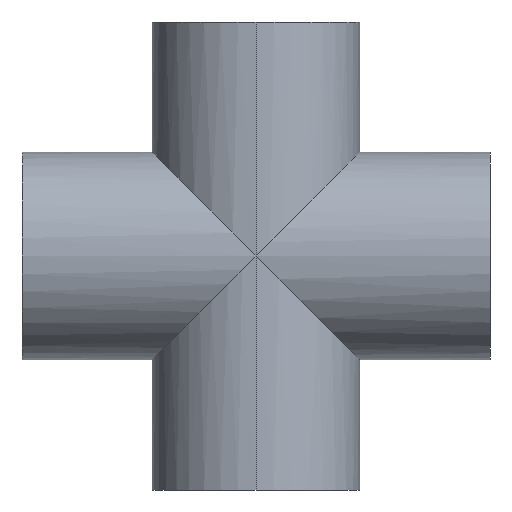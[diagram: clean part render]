
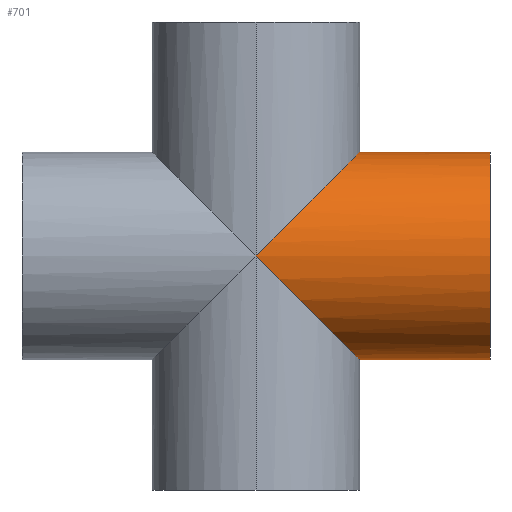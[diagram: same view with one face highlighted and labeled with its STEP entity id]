
A CAD part, left-side view. The second image highlights one B-rep face of the part: STEP entity #701.
In plain terms, the highlighted cylindrical face has radius 15.5 mm (diameter 31 mm), a partial arc.
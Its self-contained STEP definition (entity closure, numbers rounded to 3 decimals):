
#31 = EDGE_CURVE ( 'NONE', #1076, #671, #200, .T. ) ;
#75 = CARTESIAN_POINT ( 'NONE',  ( -9.08, -15.5, -15.5 ) ) ;
#82 = CARTESIAN_POINT ( 'NONE',  ( 0., -15.5, 15.5 ) ) ;
#134 = CARTESIAN_POINT ( 'NONE',  ( -15.5, 0., 0. ) ) ;
#170 = CARTESIAN_POINT ( 'NONE',  ( -15.5, -9.08, -9.08 ) ) ;
#176 = CARTESIAN_POINT ( 'NONE',  ( -15.5, 0., 0. ) ) ;
#185 = LINE ( 'NONE', #584, #1236 ) ;
#198 = CARTESIAN_POINT ( 'NONE',  ( 0., -35., -15.5 ) ) ;
#200 =( BOUNDED_CURVE ( )  B_SPLINE_CURVE ( 3, ( #921, #1214, #830, #134 ),
 .UNSPECIFIED., .F., .T. ) 
 B_SPLINE_CURVE_WITH_KNOTS ( ( 4, 4 ),
 ( 3.142, 4.712 ),
 .UNSPECIFIED. ) 
 CURVE ( )  GEOMETRIC_REPRESENTATION_ITEM ( )  RATIONAL_B_SPLINE_CURVE ( ( 1., 0.805, 0.805, 1. ) ) 
 REPRESENTATION_ITEM ( '' )  );
#257 = VERTEX_POINT ( 'NONE', #198 ) ;
#265 = DIRECTION ( 'NONE',  ( 1., 0., 0. ) ) ;
#271 = DIRECTION ( 'NONE',  ( 0., 1., 0. ) ) ;
#287 =( BOUNDED_CURVE ( )  B_SPLINE_CURVE ( 3, ( #176, #170, #75, #380 ),
 .UNSPECIFIED., .F., .F. ) 
 B_SPLINE_CURVE_WITH_KNOTS ( ( 4, 4 ),
 ( 4.712, 6.283 ),
 .UNSPECIFIED. ) 
 CURVE ( )  GEOMETRIC_REPRESENTATION_ITEM ( )  RATIONAL_B_SPLINE_CURVE ( ( 1., 0.805, 0.805, 1. ) ) 
 REPRESENTATION_ITEM ( '' )  );
#362 = CYLINDRICAL_SURFACE ( 'NONE', #953, 15.5 ) ;
#368 = CARTESIAN_POINT ( 'NONE',  ( -15.5, 0., 0. ) ) ;
#374 = CARTESIAN_POINT ( 'NONE',  ( 0., -35., 15.5 ) ) ;
#380 = CARTESIAN_POINT ( 'NONE',  ( 0., -15.5, -15.5 ) ) ;
#389 = EDGE_CURVE ( 'NONE', #671, #853, #287, .T. ) ;
#398 = VERTEX_POINT ( 'NONE', #374 ) ;
#444 = ORIENTED_EDGE ( 'NONE', *, *, #658, .T. ) ;
#462 = DIRECTION ( 'NONE',  ( 0., -1., 0. ) ) ;
#468 = ORIENTED_EDGE ( 'NONE', *, *, #936, .T. ) ;
#479 = CARTESIAN_POINT ( 'NONE',  ( 0., 35., 0. ) ) ;
#503 = ORIENTED_EDGE ( 'NONE', *, *, #1065, .F. ) ;
#512 = CIRCLE ( 'NONE', #1061, 15.5 ) ;
#554 = CARTESIAN_POINT ( 'NONE',  ( 0., -15.5, -15.5 ) ) ;
#572 = CARTESIAN_POINT ( 'NONE',  ( 0., 35., 15.5 ) ) ;
#584 = CARTESIAN_POINT ( 'NONE',  ( 0., 35., -15.5 ) ) ;
#656 = ORIENTED_EDGE ( 'NONE', *, *, #31, .T. ) ;
#658 = EDGE_CURVE ( 'NONE', #853, #257, #185, .T. ) ;
#671 = VERTEX_POINT ( 'NONE', #368 ) ;
#701 = ADVANCED_FACE ( 'NONE', ( #1163 ), #362, .T. ) ;
#830 = CARTESIAN_POINT ( 'NONE',  ( -15.5, -9.08, 9.08 ) ) ;
#853 = VERTEX_POINT ( 'NONE', #554 ) ;
#859 = CARTESIAN_POINT ( 'NONE',  ( 0., -35., 0. ) ) ;
#861 = LINE ( 'NONE', #572, #898 ) ;
#898 = VECTOR ( 'NONE', #462, 1000. ) ;
#921 = CARTESIAN_POINT ( 'NONE',  ( 0., -15.5, 15.5 ) ) ;
#936 = EDGE_CURVE ( 'NONE', #257, #398, #512, .T. ) ;
#953 = AXIS2_PLACEMENT_3D ( 'NONE', #479, #1248, #1240 ) ;
#1061 = AXIS2_PLACEMENT_3D ( 'NONE', #859, #271, #265 ) ;
#1065 = EDGE_CURVE ( 'NONE', #1076, #398, #861, .T. ) ;
#1076 = VERTEX_POINT ( 'NONE', #82 ) ;
#1134 = EDGE_LOOP ( 'NONE', ( #503, #656, #1199, #444, #468 ) ) ;
#1151 = DIRECTION ( 'NONE',  ( 0., -1., 0. ) ) ;
#1163 = FACE_OUTER_BOUND ( 'NONE', #1134, .T. ) ;
#1199 = ORIENTED_EDGE ( 'NONE', *, *, #389, .T. ) ;
#1214 = CARTESIAN_POINT ( 'NONE',  ( -9.08, -15.5, 15.5 ) ) ;
#1236 = VECTOR ( 'NONE', #1151, 1000. ) ;
#1240 = DIRECTION ( 'NONE',  ( 0., 0., -1. ) ) ;
#1248 = DIRECTION ( 'NONE',  ( 0., -1., 0. ) ) ;
